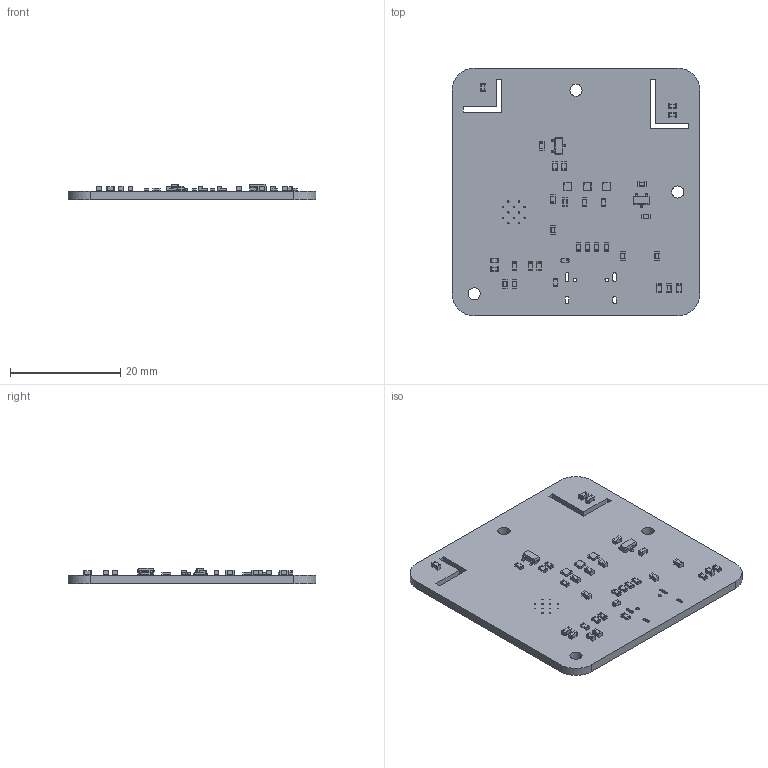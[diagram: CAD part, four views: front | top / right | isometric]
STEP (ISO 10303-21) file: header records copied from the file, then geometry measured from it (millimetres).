
FILE_DESCRIPTION(('KiCad electronic assembly'),'2;1');
FILE_NAME('AirCube.step','2025-11-04T13:39:46',('Pcbnew'),('Kicad'), 'Open CASCADE STEP processor 7.8','KiCad to STEP converter','Unknown' );
FILE_SCHEMA(('AUTOMOTIVE_DESIGN { 1 0 10303 214 1 1 1 1 }'));
Length unit declared in the file: millimetre
Products named in the file (7): AirCube 1; R_0603_1608Metric; C_0603_1608Metric; IN-PI15_INL; SOT-23; D_SOD-523; AirCube_PCB
Assembly tree (37 placements, depth 2):
  AirCube 1
    R_0603_1608Metric  x14
    C_0603_1608Metric  x16
    IN-PI15_INL  x3
    SOT-23  x2
    D_SOD-523
    AirCube_PCB
Bounding box: 45 x 45 x 2.85 mm (x, y, z)
Volume: 3124.4 mm3; surface area: 4619.4 mm2
Topology: 52 solids, 52 shells, 1169 faces, 2944 edges, 1912 vertices
Faces by surface type: plane 745, cylinder 360, bspline 64
Full cylindrical faces by diameter (mm): 0.07 x3, 0.254 x12, 0.65 x2, 2.2 x3
Entity records: 9286 total; most frequent: CARTESIAN_POINT 1491, ORIENTED_EDGE 1252, DIRECTION 1213, EDGE_CURVE 626, LINE 457, VECTOR 457, VERTEX_POINT 398, AXIS2_PLACEMENT_3D 378
